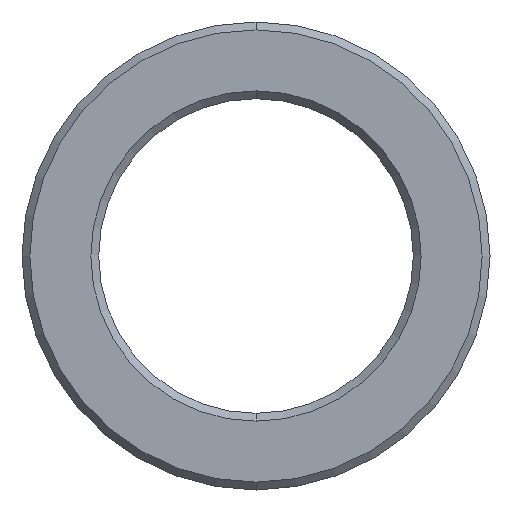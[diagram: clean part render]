
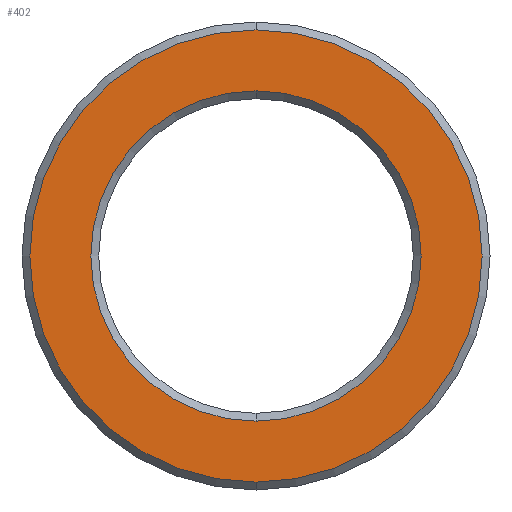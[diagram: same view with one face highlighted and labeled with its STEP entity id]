
A CAD part, front view. The second image highlights one B-rep face of the part: STEP entity #402.
In plain terms, the highlighted planar face has unit normal (0, -1, 0).
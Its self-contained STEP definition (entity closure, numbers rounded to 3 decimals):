
#30 = DIRECTION ( 'NONE',  ( 0., 0., 1. ) ) ;
#40 = CARTESIAN_POINT ( 'NONE',  ( 0., -9., 0. ) ) ;
#46 = AXIS2_PLACEMENT_3D ( 'NONE', #262, #303, #372 ) ;
#50 = EDGE_CURVE ( 'NONE', #302, #327, #109, .T. ) ;
#62 = EDGE_LOOP ( 'NONE', ( #180, #205 ) ) ;
#70 = DIRECTION ( 'NONE',  ( 0., 0., 1. ) ) ;
#78 = ORIENTED_EDGE ( 'NONE', *, *, #194, .T. ) ;
#87 = AXIS2_PLACEMENT_3D ( 'NONE', #89, #124, #375 ) ;
#89 = CARTESIAN_POINT ( 'NONE',  ( 0., -9., 0. ) ) ;
#103 = AXIS2_PLACEMENT_3D ( 'NONE', #138, #441, #165 ) ;
#109 = CIRCLE ( 'NONE', #46, 2.1 ) ;
#110 = AXIS2_PLACEMENT_3D ( 'NONE', #40, #251, #70 ) ;
#123 = CIRCLE ( 'NONE', #227, 2.875 ) ;
#124 = DIRECTION ( 'NONE',  ( 0., -1., 0. ) ) ;
#138 = CARTESIAN_POINT ( 'NONE',  ( 0., -9., 0. ) ) ;
#153 = FACE_BOUND ( 'NONE', #62, .T. ) ;
#161 = CARTESIAN_POINT ( 'NONE',  ( 0., -9., -2.1 ) ) ;
#162 = DIRECTION ( 'NONE',  ( 0., -1., 0. ) ) ;
#165 = DIRECTION ( 'NONE',  ( 0., 0., 1. ) ) ;
#167 = CARTESIAN_POINT ( 'NONE',  ( 0., -9., 2.1 ) ) ;
#180 = ORIENTED_EDGE ( 'NONE', *, *, #50, .T. ) ;
#194 = EDGE_CURVE ( 'NONE', #385, #225, #258, .T. ) ;
#205 = ORIENTED_EDGE ( 'NONE', *, *, #313, .T. ) ;
#214 = PLANE ( 'NONE',  #110 ) ;
#219 = FACE_OUTER_BOUND ( 'NONE', #405, .T. ) ;
#225 = VERTEX_POINT ( 'NONE', #317 ) ;
#227 = AXIS2_PLACEMENT_3D ( 'NONE', #243, #162, #30 ) ;
#243 = CARTESIAN_POINT ( 'NONE',  ( 0., -9., 0. ) ) ;
#251 = DIRECTION ( 'NONE',  ( 0., 1., 0. ) ) ;
#257 = EDGE_CURVE ( 'NONE', #225, #385, #123, .T. ) ;
#258 = CIRCLE ( 'NONE', #87, 2.875 ) ;
#262 = CARTESIAN_POINT ( 'NONE',  ( 0., -9., 0. ) ) ;
#302 = VERTEX_POINT ( 'NONE', #161 ) ;
#303 = DIRECTION ( 'NONE',  ( 0., 1., 0. ) ) ;
#313 = EDGE_CURVE ( 'NONE', #327, #302, #370, .T. ) ;
#317 = CARTESIAN_POINT ( 'NONE',  ( 0., -9., 2.875 ) ) ;
#327 = VERTEX_POINT ( 'NONE', #167 ) ;
#364 = ORIENTED_EDGE ( 'NONE', *, *, #257, .T. ) ;
#370 = CIRCLE ( 'NONE', #103, 2.1 ) ;
#372 = DIRECTION ( 'NONE',  ( 0., 0., 1. ) ) ;
#375 = DIRECTION ( 'NONE',  ( 0., 0., 1. ) ) ;
#385 = VERTEX_POINT ( 'NONE', #393 ) ;
#393 = CARTESIAN_POINT ( 'NONE',  ( 0., -9., -2.875 ) ) ;
#402 = ADVANCED_FACE ( 'NONE', ( #219, #153 ), #214, .F. ) ;
#405 = EDGE_LOOP ( 'NONE', ( #364, #78 ) ) ;
#441 = DIRECTION ( 'NONE',  ( 0., 1., 0. ) ) ;
